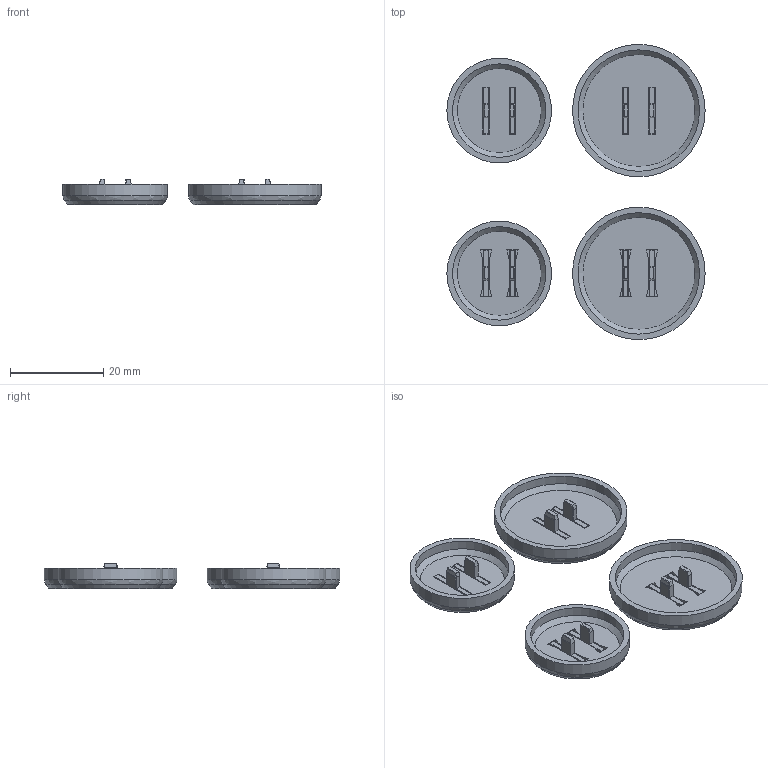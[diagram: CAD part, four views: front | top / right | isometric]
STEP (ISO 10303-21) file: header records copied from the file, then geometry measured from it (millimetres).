
FILE_DESCRIPTION(/* description */ (''),/* implementation_level */ '2;1');
FILE_NAME(/* name */ 'Long''s Stuff/Flatbox/Github/flatbox_mods/Buttons/Choc_v1_Buttons.step',/* time_stamp */ '2022-02-19T19:27:22-06:00',/* author */ (''),/* organization */ (''),/* preprocessor_version */ 'ST-DEVELOPER v18.1',/* originating_system */ 'Autodesk Translation Framework v10.13.0.1454',/* authorisation */ '');
FILE_SCHEMA (('AUTOMOTIVE_DESIGN { 1 0 10303 214 3 1 1 }'));
Length unit declared in the file: millimetre
Products named in the file (5): Choc v1 Button Cap; 22.5mm Tight Fit; 28.5mm tight fit; 22.5mm Loose Fit ; 22.5mm Loose Fit  (1)
Assembly tree (4 placements, depth 2):
  Choc v1 Button Cap
    22.5mm Tight Fit
    28.5mm tight fit
    22.5mm Loose Fit 
    22.5mm Loose Fit  (1)
Bounding box: 55.5 x 63.5 x 5.4 mm (x, y, z)
Volume: 3982.8 mm3; surface area: 6699.4 mm2
Topology: 12 solids, 12 shells, 360 faces, 840 edges, 516 vertices
Faces by surface type: plane 340, cone 8, cylinder 8, bspline 4
Full cylindrical faces by diameter (mm): 20.1 x2, 22.5 x2, 26.1 x2, 28.5 x2
Entity records: 10129 total; most frequent: CARTESIAN_POINT 1837, ORIENTED_EDGE 1680, DIRECTION 1602, EDGE_CURVE 840, LINE 800, VECTOR 800, VERTEX_POINT 516, AXIS2_PLACEMENT_3D 401
